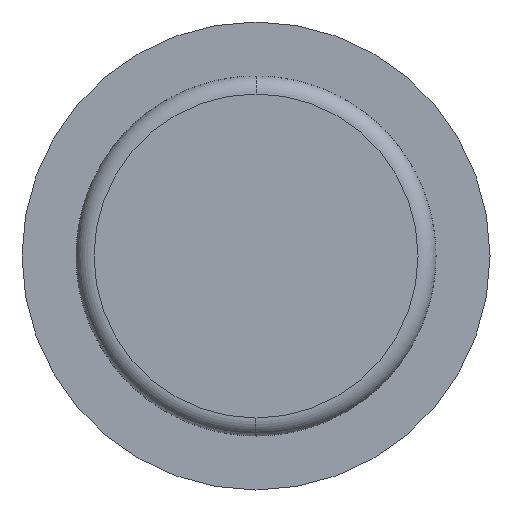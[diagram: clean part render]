
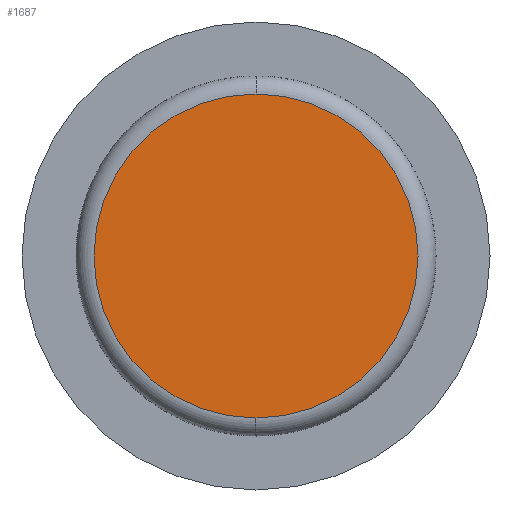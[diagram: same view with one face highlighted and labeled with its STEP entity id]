
A CAD part, front view. The second image highlights one B-rep face of the part: STEP entity #1687.
In plain terms, the highlighted planar face has unit normal (0, -1, 0).
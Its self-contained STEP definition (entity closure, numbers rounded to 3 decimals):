
#1687=ADVANCED_FACE('',(#3371),#3372,.T.);
#3371=FACE_OUTER_BOUND('',#5046,.T.);
#3372=PLANE('',#5047);
#5046=EDGE_LOOP('',(#10561,#10562,#10563));
#5047=AXIS2_PLACEMENT_3D('',#10564,#10565,#10566);
#10561=ORIENTED_EDGE('',*,*,#11185,.T.);
#10562=ORIENTED_EDGE('',*,*,#11174,.T.);
#10563=ORIENTED_EDGE('',*,*,#11186,.T.);
#10564=CARTESIAN_POINT('',(0.0,0.0,0.0));
#10565=DIRECTION('',(0.0,-1.0,0.0));
#10566=DIRECTION('',(-1.0,0.0,0.0));
#11174=EDGE_CURVE('',#13526,#13933,#13935,.T.);
#11185=EDGE_CURVE('',#13949,#13526,#13950,.T.);
#11186=EDGE_CURVE('',#13933,#13949,#13951,.T.);
#13526=VERTEX_POINT('',#17017);
#13933=VERTEX_POINT('',#18864);
#13935=CIRCLE('',#18866,4.5);
#13949=VERTEX_POINT('',#18885);
#13950=CIRCLE('',#18886,4.5);
#13951=CIRCLE('',#18887,4.5);
#17017=CARTESIAN_POINT('',(0.,0.0,-4.5));
#18864=CARTESIAN_POINT('',(0.,0.0,4.5));
#18866=AXIS2_PLACEMENT_3D('',#24055,#24056,#24057);
#18885=CARTESIAN_POINT('',(-4.5,0.,0.0));
#18886=AXIS2_PLACEMENT_3D('',#24066,#24067,#24068);
#18887=AXIS2_PLACEMENT_3D('',#24069,#24070,#24071);
#24055=CARTESIAN_POINT('',(0.,0.0,0.0));
#24056=DIRECTION('',(0.0,-1.0,0.0));
#24057=DIRECTION('',(-1.0,0.0,0.0));
#24066=CARTESIAN_POINT('',(0.,0.0,0.0));
#24067=DIRECTION('',(0.0,-1.0,0.0));
#24068=DIRECTION('',(-1.0,0.0,0.0));
#24069=CARTESIAN_POINT('',(0.,0.0,0.0));
#24070=DIRECTION('',(0.0,-1.0,0.0));
#24071=DIRECTION('',(-1.0,0.0,0.0));
